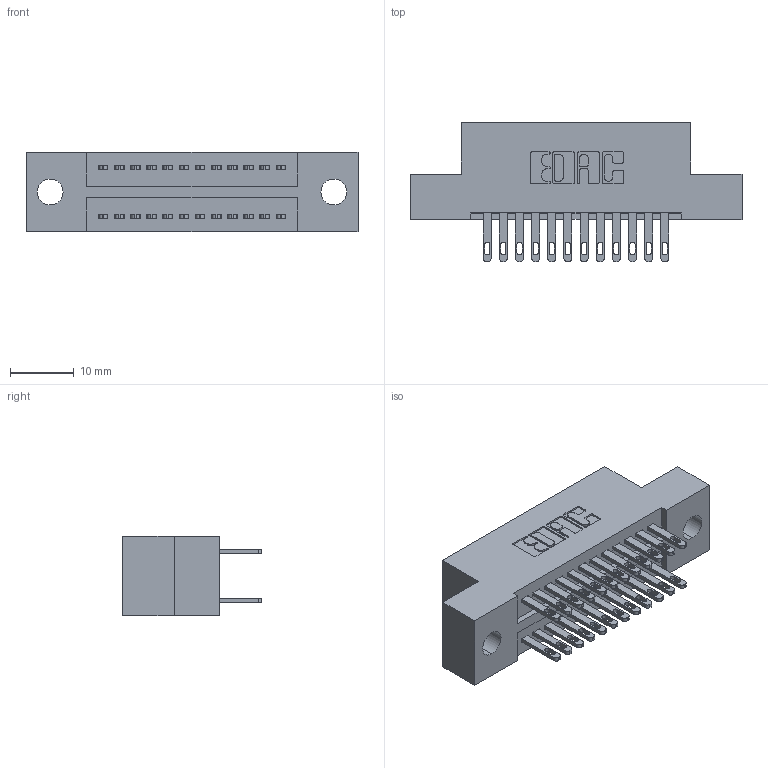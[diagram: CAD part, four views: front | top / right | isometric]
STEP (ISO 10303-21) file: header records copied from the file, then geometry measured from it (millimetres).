
FILE_DESCRIPTION (( 'STEP AP203' ), '1' );
FILE_NAME ('325-024-500-209.STEP', '2020-02-24T17:48:30', ( '' ), ( '' ), 'SwSTEP 2.0', 'SolidWorks 2016', '' );
FILE_SCHEMA (( 'CONFIG_CONTROL_DESIGN' ));
Length unit declared in the file: inch
Products named in the file (3): 325 Part_.160 TH; 325-024-500-209; 325-292-001_325-293-100
Assembly tree (25 placements, depth 2):
  325-024-500-209
    325 Part_.160 TH
    325-292-001_325-293-100  x24
Bounding box: 52.2 x 21.84 x 12.45 mm (x, y, z)
Volume: 6311.7 mm3; surface area: 7099.5 mm2
Topology: 25 solids, 25 shells, 1266 faces, 3839 edges, 2558 vertices
Faces by surface type: plane 790, cylinder 476
Entity records: 11533 total; most frequent: CARTESIAN_POINT 1946, ORIENTED_EDGE 1882, DIRECTION 1717, EDGE_CURVE 941, LINE 809, VECTOR 809, VERTEX_POINT 626, AXIS2_PLACEMENT_3D 454
